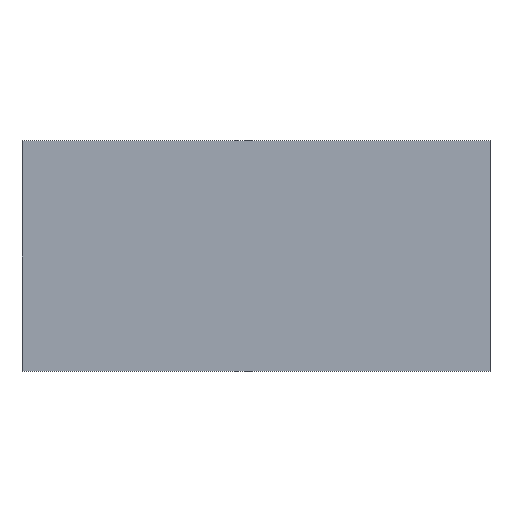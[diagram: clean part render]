
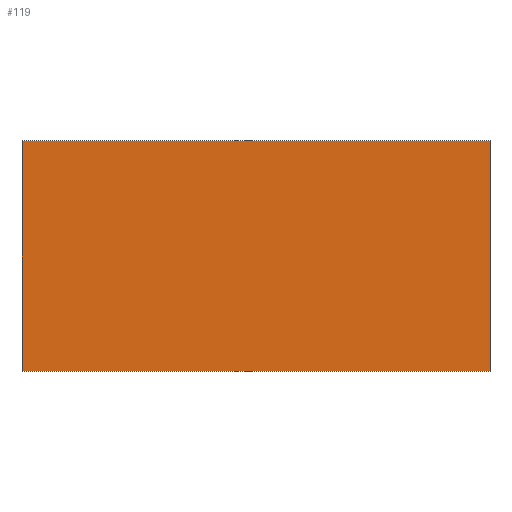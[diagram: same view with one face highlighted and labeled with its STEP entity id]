
A CAD part, top view. The second image highlights one B-rep face of the part: STEP entity #119.
In plain terms, the highlighted planar face has unit normal (0, 0, 1).
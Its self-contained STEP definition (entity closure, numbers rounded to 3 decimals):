
#5 = VERTEX_POINT ( 'NONE', #97 ) ;
#31 = LINE ( 'NONE', #63, #145 ) ;
#33 = DIRECTION ( 'NONE',  ( 1., 0., 0. ) ) ;
#34 = DIRECTION ( 'NONE',  ( 1., 0., 0. ) ) ;
#37 = DIRECTION ( 'NONE',  ( -1., 0., 0. ) ) ;
#40 = LINE ( 'NONE', #133, #53 ) ;
#44 = ORIENTED_EDGE ( 'NONE', *, *, #80, .T. ) ;
#46 = VERTEX_POINT ( 'NONE', #183 ) ;
#53 = VECTOR ( 'NONE', #150, 1000. ) ;
#58 = ORIENTED_EDGE ( 'NONE', *, *, #96, .T. ) ;
#60 = CARTESIAN_POINT ( 'NONE',  ( 1525., -750., 3. ) ) ;
#63 = CARTESIAN_POINT ( 'NONE',  ( 1525., 750., 3. ) ) ;
#64 = DIRECTION ( 'NONE',  ( 0., 0., 1. ) ) ;
#65 = LINE ( 'NONE', #120, #89 ) ;
#77 = DIRECTION ( 'NONE',  ( 0., 1., 0. ) ) ;
#78 = CARTESIAN_POINT ( 'NONE',  ( 1525., -750., 3. ) ) ;
#80 = EDGE_CURVE ( 'NONE', #135, #82, #65, .T. ) ;
#82 = VERTEX_POINT ( 'NONE', #78 ) ;
#85 = ORIENTED_EDGE ( 'NONE', *, *, #94, .T. ) ;
#89 = VECTOR ( 'NONE', #34, 1000. ) ;
#94 = EDGE_CURVE ( 'NONE', #5, #135, #40, .T. ) ;
#96 = EDGE_CURVE ( 'NONE', #46, #5, #31, .T. ) ;
#97 = CARTESIAN_POINT ( 'NONE',  ( -1525., 750., 3. ) ) ;
#99 = EDGE_CURVE ( 'NONE', #82, #46, #177, .T. ) ;
#114 = PLANE ( 'NONE',  #153 ) ;
#116 = CARTESIAN_POINT ( 'NONE',  ( -1525., -750., 3. ) ) ;
#119 = ADVANCED_FACE ( 'NONE', ( #194 ), #114, .T. ) ;
#120 = CARTESIAN_POINT ( 'NONE',  ( -1525., -750., 3. ) ) ;
#133 = CARTESIAN_POINT ( 'NONE',  ( -1525., 750., 3. ) ) ;
#135 = VERTEX_POINT ( 'NONE', #157 ) ;
#145 = VECTOR ( 'NONE', #37, 1000. ) ;
#150 = DIRECTION ( 'NONE',  ( 0., -1., 0. ) ) ;
#153 = AXIS2_PLACEMENT_3D ( 'NONE', #116, #64, #33 ) ;
#157 = CARTESIAN_POINT ( 'NONE',  ( -1525., -750., 3. ) ) ;
#163 = ORIENTED_EDGE ( 'NONE', *, *, #99, .T. ) ;
#177 = LINE ( 'NONE', #60, #179 ) ;
#179 = VECTOR ( 'NONE', #77, 1000. ) ;
#181 = EDGE_LOOP ( 'NONE', ( #163, #58, #85, #44 ) ) ;
#183 = CARTESIAN_POINT ( 'NONE',  ( 1525., 750., 3. ) ) ;
#194 = FACE_OUTER_BOUND ( 'NONE', #181, .T. ) ;
